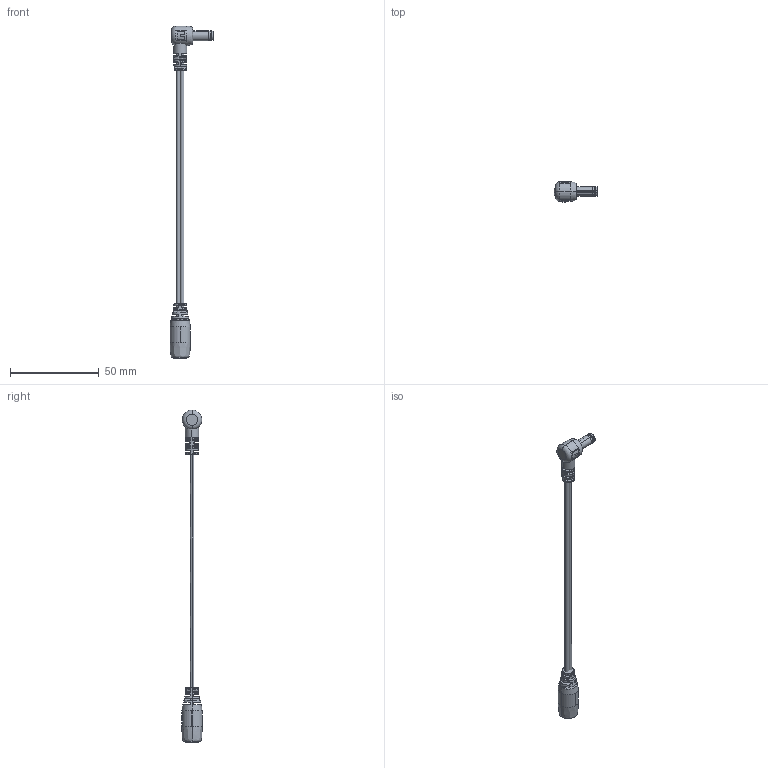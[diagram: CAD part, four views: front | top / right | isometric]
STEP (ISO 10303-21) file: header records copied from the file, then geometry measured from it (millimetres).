
FILE_DESCRIPTION (( 'STEP AP214' ), '1' );
FILE_NAME ('10-01076.STEP', '2015-10-16T22:05:21', ( 'Joel' ), ( 'Microsoft' ), 'SwSTEP 2.0', 'SolidWorks 2015', '' );
FILE_SCHEMA (( 'AUTOMOTIVE_DESIGN' ));
Length unit declared in the file: millimetre
Products named in the file (13): 50-00027 contact; 50-00027 pin; 50-00027 insulator; 50-00027 shell; 50-00187; 50-00187 spring contact; 50-00187 shell; 50-00187 insulator; 24-00004; 24-00006; 30-00007_wbc; 10-01076; 50-00027
Assembly tree (12 placements, depth 3):
  10-01076
    30-00007_wbc
    24-00006
    24-00004
    50-00187
      50-00187 insulator
      50-00187 shell
      50-00187 spring contact
    50-00027
      50-00027 shell
      50-00027 insulator
      50-00027 pin
      50-00027 contact
Bounding box: 24.68 x 11.4 x 186.62 mm (x, y, z)
Volume: 5122.2 mm3; surface area: 8279.6 mm2
Topology: 23 solids, 23 shells, 704 faces, 1811 edges, 1162 vertices
Faces by surface type: plane 237, bspline 202, cylinder 165, torus 63, cone 37
Entity records: 31090 total; most frequent: CARTESIAN_POINT 12222, ORIENTED_EDGE 3618, DIRECTION 2747, EDGE_CURVE 1809, VERTEX_POINT 1162, AXIS2_PLACEMENT_3D 1103, EDGE_LOOP 757, FACE_OUTER_BOUND 704
